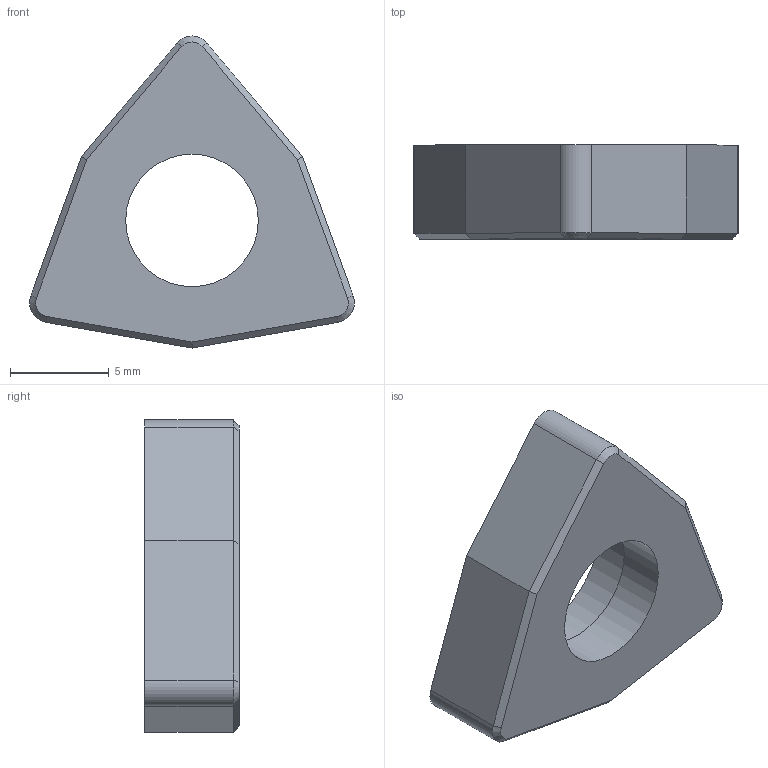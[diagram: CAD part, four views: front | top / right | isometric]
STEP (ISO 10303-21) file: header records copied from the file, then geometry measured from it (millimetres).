
FILE_DESCRIPTION (( 'STEP AP214' ), '1' );
FILE_NAME ('WWE.ER2.101.004.STEP', '2020-09-23T07:12:18', ( '' ), ( '' ), 'SwSTEP 2.0', 'SolidWorks 2017', '' );
FILE_SCHEMA (( 'AUTOMOTIVE_DESIGN' ));
Length unit declared in the file: millimetre
Products named in the file (1): WWE.ER2.101.004
Bounding box: 16.42 x 4.76 x 15.77 mm (x, y, z)
Volume: 586.1 mm3; surface area: 590.8 mm2
Topology: 1 solids, 1 shells, 23 faces, 53 edges, 32 vertices
Faces by surface type: plane 14, cylinder 5, cone 4
Full cylindrical faces by diameter (mm): 6.7 x1, 7.8 x1
Entity records: 654 total; most frequent: DIRECTION 110, CARTESIAN_POINT 104, ORIENTED_EDGE 98, EDGE_CURVE 49, AXIS2_PLACEMENT_3D 37, LINE 36, VECTOR 36, VERTEX_POINT 31
